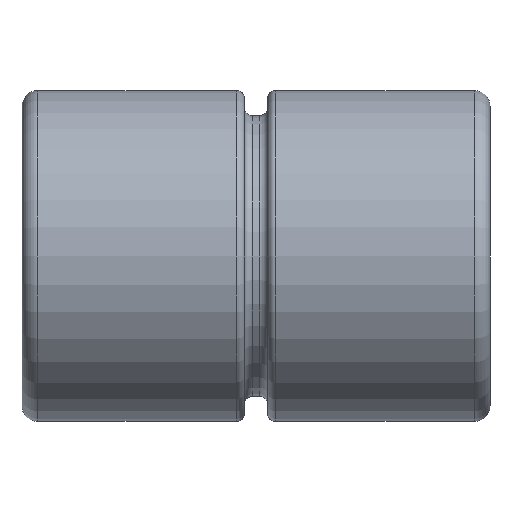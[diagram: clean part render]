
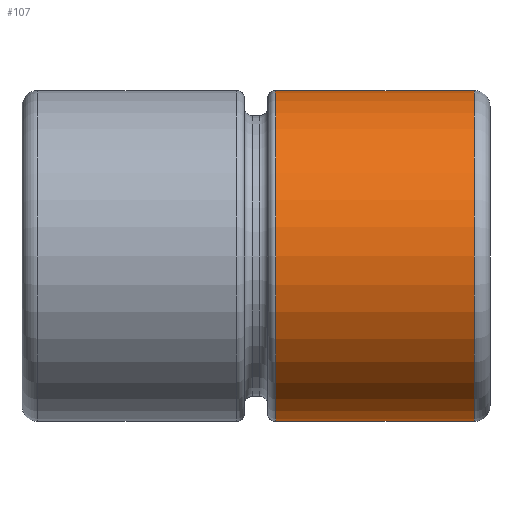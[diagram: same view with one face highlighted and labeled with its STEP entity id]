
A CAD part, front view. The second image highlights one B-rep face of the part: STEP entity #107.
In plain terms, the highlighted cylindrical face has radius 10.6 mm (diameter 21.2 mm), a partial arc.
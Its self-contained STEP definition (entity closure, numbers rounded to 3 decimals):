
#107 = ADVANCED_FACE( '', ( #184 ), #185, .T. );
#184 = FACE_OUTER_BOUND( '', #272, .T. );
#185 = CYLINDRICAL_SURFACE( '', #273, 10.6 );
#272 = EDGE_LOOP( '', ( #608, #609, #610, #611 ) );
#273 = AXIS2_PLACEMENT_3D( '', #612, #613, #614 );
#608 = ORIENTED_EDGE( '', *, *, #815, .F. );
#609 = ORIENTED_EDGE( '', *, *, #817, .T. );
#610 = ORIENTED_EDGE( '', *, *, #700, .F. );
#611 = ORIENTED_EDGE( '', *, *, #743, .F. );
#612 = CARTESIAN_POINT( '', ( 15., 0., 0. ) );
#613 = DIRECTION( '', ( -1., 0., 0. ) );
#614 = DIRECTION( '', ( 0., 0., -1. ) );
#700 = EDGE_CURVE( '', #839, #841, #842, .F. );
#743 = EDGE_CURVE( '', #923, #839, #924, .T. );
#815 = EDGE_CURVE( '', #1033, #923, #1035, .T. );
#817 = EDGE_CURVE( '', #1033, #841, #1037, .T. );
#839 = VERTEX_POINT( '', #1066 );
#841 = VERTEX_POINT( '', #1077 );
#842 = LINE( '', #1078, #1079 );
#923 = VERTEX_POINT( '', #1273 );
#924 = CIRCLE( '', #1274, 10.6 );
#1033 = VERTEX_POINT( '', #1463 );
#1035 = LINE( '', #1470, #1471 );
#1037 = CIRCLE( '', #1473, 10.6 );
#1066 = CARTESIAN_POINT( '', ( 14., -0.02, -10.6 ) );
#1077 = CARTESIAN_POINT( '', ( 1.25, -0.02, -10.6 ) );
#1078 = CARTESIAN_POINT( '', ( 15., -0.02, -10.6 ) );
#1079 = VECTOR( '', #1487, 1000. );
#1273 = CARTESIAN_POINT( '', ( 14., -0.02, 10.6 ) );
#1274 = AXIS2_PLACEMENT_3D( '', #1543, #1544, #1545 );
#1463 = CARTESIAN_POINT( '', ( 1.25, -0.02, 10.6 ) );
#1470 = CARTESIAN_POINT( '', ( 15., -0.02, 10.6 ) );
#1471 = VECTOR( '', #1643, 1000. );
#1473 = AXIS2_PLACEMENT_3D( '', #1647, #1648, #1649 );
#1487 = DIRECTION( '', ( 1., 0., 0. ) );
#1543 = CARTESIAN_POINT( '', ( 14., 0., 0. ) );
#1544 = DIRECTION( '', ( 1., 0., 0. ) );
#1545 = DIRECTION( '', ( 0., 0., -1. ) );
#1643 = DIRECTION( '', ( 1., 0., 0. ) );
#1647 = CARTESIAN_POINT( '', ( 1.25, 0., 0. ) );
#1648 = DIRECTION( '', ( 1., 0., 0. ) );
#1649 = DIRECTION( '', ( 0., 0., -1. ) );
